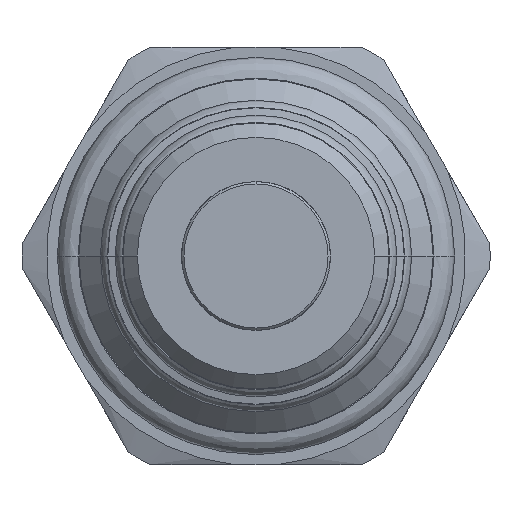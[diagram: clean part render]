
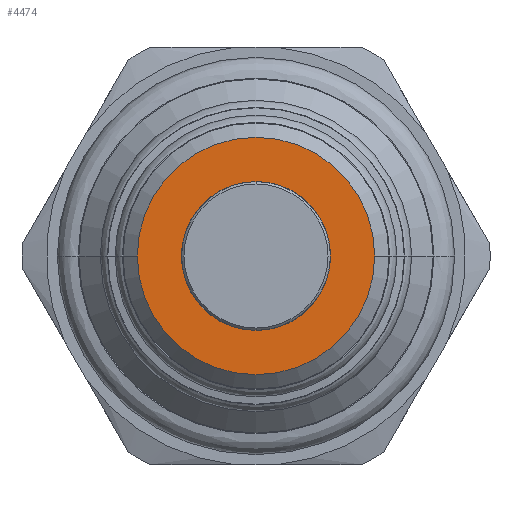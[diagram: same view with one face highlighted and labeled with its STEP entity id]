
A CAD part, front view. The second image highlights one B-rep face of the part: STEP entity #4474.
In plain terms, the highlighted planar face has unit normal (0, -1, 0).
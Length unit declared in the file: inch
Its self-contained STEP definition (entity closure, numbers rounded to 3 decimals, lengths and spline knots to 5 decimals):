
#1571=CARTESIAN_POINT('',(0.,-1.599,0.));
#1572=DIRECTION('',(0.,1.,0.));
#1573=DIRECTION('',(-1.,0.,0.));
#1574=AXIS2_PLACEMENT_3D('',#1571,#1572,#1573);
#1589=CARTESIAN_POINT('',(0.,-1.599,0.));
#1590=DIRECTION('',(0.,-1.,0.));
#1591=DIRECTION('',(-0.994,0.,0.109));
#1592=AXIS2_PLACEMENT_3D('',#1589,#1590,#1591);
#1594=DIRECTION('',(-0.866,0.,0.5));
#1595=VECTOR('',#1594,0.25179);
#1596=CARTESIAN_POINT('',(0.0629,-1.599,-0.14284));
#1597=LINE('',#1596,#1595);
#1598=CARTESIAN_POINT('',(0.,-1.599,0.));
#1599=DIRECTION('',(0.,-1.,0.));
#1600=DIRECTION('',(0.403,0.,-0.915));
#1601=AXIS2_PLACEMENT_3D('',#1598,#1599,#1600);
#1603=DIRECTION('',(0.,0.,-1.));
#1604=VECTOR('',#1603,0.25179);
#1605=CARTESIAN_POINT('',(0.09225,-1.599,0.12589));
#1606=LINE('',#1605,#1604);
#1607=CARTESIAN_POINT('',(0.,-1.599,0.));
#1608=DIRECTION('',(0.,-1.,0.));
#1609=DIRECTION('',(0.591,0.,0.807));
#1610=AXIS2_PLACEMENT_3D('',#1607,#1608,#1609);
#1612=DIRECTION('',(0.866,0.,0.5));
#1613=VECTOR('',#1612,0.25179);
#1614=CARTESIAN_POINT('',(-0.15515,-1.599,0.01694));
#1615=LINE('',#1614,#1613);
#1616=CARTESIAN_POINT('',(0.,-1.599,0.));
#1617=DIRECTION('',(0.,1.,0.));
#1618=DIRECTION('',(1.,0.,0.));
#1619=AXIS2_PLACEMENT_3D('',#1616,#1617,#1618);
#1928=CARTESIAN_POINT('',(0.249,-1.599,0.));
#1929=CARTESIAN_POINT('',(-0.249,-1.599,0.));
#1930=VERTEX_POINT('',#1928);
#1931=VERTEX_POINT('',#1929);
#2024=CARTESIAN_POINT('',(-0.15515,-1.599,0.01694));
#2025=CARTESIAN_POINT('',(-0.15515,-1.599,-0.01694));
#2026=VERTEX_POINT('',#2024);
#2027=VERTEX_POINT('',#2025);
#2028=CARTESIAN_POINT('',(0.0629,-1.599,-0.14284));
#2029=CARTESIAN_POINT('',(0.09225,-1.599,-0.12589));
#2030=VERTEX_POINT('',#2028);
#2031=VERTEX_POINT('',#2029);
#2032=CARTESIAN_POINT('',(0.09225,-1.599,0.12589));
#2033=CARTESIAN_POINT('',(0.0629,-1.599,0.14284));
#2034=VERTEX_POINT('',#2032);
#2035=VERTEX_POINT('',#2033);
#4450=CARTESIAN_POINT('',(0.,-1.599,0.));
#4451=DIRECTION('',(0.,-1.,0.));
#4452=DIRECTION('',(0.,0.,-1.));
#4453=AXIS2_PLACEMENT_3D('',#4450,#4451,#4452);
#4454=PLANE('',#4453);
#4456=ORIENTED_EDGE('',*,*,#4455,.T.);
#4457=ORIENTED_EDGE('',*,*,#4440,.T.);
#4458=EDGE_LOOP('',(#4456,#4457));
#4459=FACE_OUTER_BOUND('',#4458,.F.);
#4461=ORIENTED_EDGE('',*,*,#4460,.T.);
#4463=ORIENTED_EDGE('',*,*,#4462,.F.);
#4465=ORIENTED_EDGE('',*,*,#4464,.T.);
#4467=ORIENTED_EDGE('',*,*,#4466,.F.);
#4469=ORIENTED_EDGE('',*,*,#4468,.T.);
#4471=ORIENTED_EDGE('',*,*,#4470,.F.);
#4472=EDGE_LOOP('',(#4461,#4463,#4465,#4467,#4469,#4471));
#4473=FACE_BOUND('',#4472,.F.);
#4474=ADVANCED_FACE('',(#4459,#4473),#4454,.T.);
#1575=CIRCLE('',#1574,0.249);
#1593=CIRCLE('',#1592,0.15608);
#1602=CIRCLE('',#1601,0.15608);
#1611=CIRCLE('',#1610,0.15608);
#1620=CIRCLE('',#1619,0.249);
#4440=EDGE_CURVE('',#1931,#1930,#1575,.T.);
#4455=EDGE_CURVE('',#1930,#1931,#1620,.T.);
#4460=EDGE_CURVE('',#2026,#2027,#1593,.T.);
#4462=EDGE_CURVE('',#2030,#2027,#1597,.T.);
#4464=EDGE_CURVE('',#2030,#2031,#1602,.T.);
#4466=EDGE_CURVE('',#2034,#2031,#1606,.T.);
#4468=EDGE_CURVE('',#2034,#2035,#1611,.T.);
#4470=EDGE_CURVE('',#2026,#2035,#1615,.T.);
